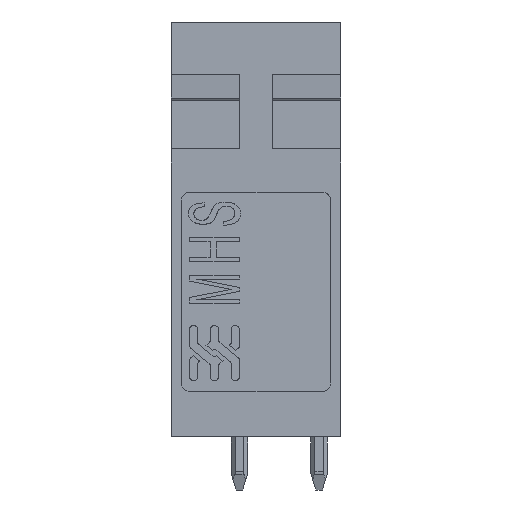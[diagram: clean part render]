
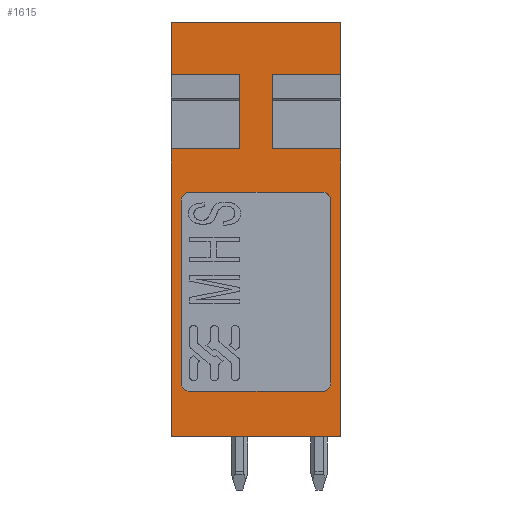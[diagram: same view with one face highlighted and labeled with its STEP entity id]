
A CAD part, left-side view. The second image highlights one B-rep face of the part: STEP entity #1615.
In plain terms, the highlighted planar face has unit normal (-1, 0, 0).
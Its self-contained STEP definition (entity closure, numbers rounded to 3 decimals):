
#1482=AXIS2_PLACEMENT_3D('Plane Axis2P3D',#1479,#1480,#1481) ;
#40=CARTESIAN_POINT('Vertex',(0.,0.,28.2)) ;
#56=CARTESIAN_POINT('Vertex',(0.,10.2,28.2)) ;
#59=CARTESIAN_POINT('Line Origine',(0.,5.1,28.2)) ;
#754=CARTESIAN_POINT('Line Origine',(0.,0.,26.625)) ;
#758=CARTESIAN_POINT('Vertex',(0.,0.,25.05)) ;
#793=CARTESIAN_POINT('Vertex',(0.,0.,20.55)) ;
#796=CARTESIAN_POINT('Line Origine',(0.,0.,11.875)) ;
#800=CARTESIAN_POINT('Vertex',(0.,0.,3.2)) ;
#1248=CARTESIAN_POINT('Vertex',(0.,10.2,3.2)) ;
#1251=CARTESIAN_POINT('Line Origine',(0.,10.2,11.875)) ;
#1255=CARTESIAN_POINT('Vertex',(0.,10.2,20.55)) ;
#1290=CARTESIAN_POINT('Vertex',(0.,10.2,25.05)) ;
#1293=CARTESIAN_POINT('Line Origine',(0.,10.2,26.625)) ;
#1479=CARTESIAN_POINT('Axis2P3D Location',(0.,5.1,28.2)) ;
#1484=CARTESIAN_POINT('Line Origine',(0.,5.1,25.05)) ;
#1488=CARTESIAN_POINT('Vertex',(0.,6.1,25.05)) ;
#1491=CARTESIAN_POINT('Line Origine',(0.,6.1,15.7)) ;
#1495=CARTESIAN_POINT('Vertex',(0.,6.1,20.55)) ;
#1498=CARTESIAN_POINT('Line Origine',(0.,5.1,20.55)) ;
#1503=CARTESIAN_POINT('Line Origine',(0.,5.1,3.2)) ;
#1508=CARTESIAN_POINT('Line Origine',(0.,5.1,20.55)) ;
#1512=CARTESIAN_POINT('Vertex',(0.,4.1,20.55)) ;
#1515=CARTESIAN_POINT('Line Origine',(0.,4.1,15.7)) ;
#1519=CARTESIAN_POINT('Vertex',(0.,4.1,25.05)) ;
#1522=CARTESIAN_POINT('Line Origine',(0.,5.1,25.05)) ;
#1542=CARTESIAN_POINT('Control Point',(0.,9.1,5.95)) ;
#1543=CARTESIAN_POINT('Control Point',(0.,9.296,5.95)) ;
#1544=CARTESIAN_POINT('Control Point',(0.,9.495,6.055)) ;
#1545=CARTESIAN_POINT('Control Point',(0.,9.6,6.254)) ;
#1546=CARTESIAN_POINT('Control Point',(0.,9.6,6.45)) ;
#1547=CARTESIAN_POINT('Vertex',(0.,9.1,5.95)) ;
#1549=CARTESIAN_POINT('Vertex',(0.,9.6,6.45)) ;
#1552=CARTESIAN_POINT('Line Origine',(0.,9.6,15.7)) ;
#1556=CARTESIAN_POINT('Vertex',(0.,9.6,17.45)) ;
#1560=CARTESIAN_POINT('Control Point',(0.,9.6,17.45)) ;
#1561=CARTESIAN_POINT('Control Point',(0.,9.6,17.646)) ;
#1562=CARTESIAN_POINT('Control Point',(0.,9.495,17.845)) ;
#1563=CARTESIAN_POINT('Control Point',(0.,9.296,17.95)) ;
#1564=CARTESIAN_POINT('Control Point',(0.,9.1,17.95)) ;
#1565=CARTESIAN_POINT('Vertex',(0.,9.1,17.95)) ;
#1568=CARTESIAN_POINT('Line Origine',(0.,5.1,17.95)) ;
#1572=CARTESIAN_POINT('Vertex',(0.,1.1,17.95)) ;
#1576=CARTESIAN_POINT('Control Point',(0.,1.1,17.95)) ;
#1577=CARTESIAN_POINT('Control Point',(0.,0.904,17.95)) ;
#1578=CARTESIAN_POINT('Control Point',(0.,0.705,17.845)) ;
#1579=CARTESIAN_POINT('Control Point',(0.,0.6,17.646)) ;
#1580=CARTESIAN_POINT('Control Point',(0.,0.6,17.45)) ;
#1581=CARTESIAN_POINT('Vertex',(0.,0.6,17.45)) ;
#1584=CARTESIAN_POINT('Line Origine',(0.,0.6,15.7)) ;
#1588=CARTESIAN_POINT('Vertex',(0.,0.6,6.45)) ;
#1592=CARTESIAN_POINT('Control Point',(0.,0.6,6.45)) ;
#1593=CARTESIAN_POINT('Control Point',(0.,0.6,6.254)) ;
#1594=CARTESIAN_POINT('Control Point',(0.,0.705,6.055)) ;
#1595=CARTESIAN_POINT('Control Point',(0.,0.904,5.95)) ;
#1596=CARTESIAN_POINT('Control Point',(0.,1.1,5.95)) ;
#1597=CARTESIAN_POINT('Vertex',(0.,1.1,5.95)) ;
#1600=CARTESIAN_POINT('Line Origine',(0.,5.1,5.95)) ;
#60=DIRECTION('Vector Direction',(0.,-1.,0.)) ;
#755=DIRECTION('Vector Direction',(0.,0.,1.)) ;
#797=DIRECTION('Vector Direction',(0.,0.,1.)) ;
#1252=DIRECTION('Vector Direction',(0.,0.,-1.)) ;
#1294=DIRECTION('Vector Direction',(0.,0.,-1.)) ;
#1480=DIRECTION('Axis2P3D Direction',(1.,-0.,0.)) ;
#1481=DIRECTION('Axis2P3D XDirection',(0.,0.,-1.)) ;
#1485=DIRECTION('Vector Direction',(0.,1.,0.)) ;
#1492=DIRECTION('Vector Direction',(0.,0.,-1.)) ;
#1499=DIRECTION('Vector Direction',(0.,1.,0.)) ;
#1504=DIRECTION('Vector Direction',(0.,1.,0.)) ;
#1509=DIRECTION('Vector Direction',(0.,1.,0.)) ;
#1516=DIRECTION('Vector Direction',(0.,0.,-1.)) ;
#1523=DIRECTION('Vector Direction',(0.,1.,0.)) ;
#1553=DIRECTION('Vector Direction',(0.,0.,-1.)) ;
#1569=DIRECTION('Vector Direction',(0.,1.,0.)) ;
#1585=DIRECTION('Vector Direction',(0.,0.,-1.)) ;
#1601=DIRECTION('Vector Direction',(0.,1.,0.)) ;
#61=VECTOR('Line Direction',#60,1.) ;
#756=VECTOR('Line Direction',#755,1.) ;
#798=VECTOR('Line Direction',#797,1.) ;
#1253=VECTOR('Line Direction',#1252,1.) ;
#1295=VECTOR('Line Direction',#1294,1.) ;
#1486=VECTOR('Line Direction',#1485,1.) ;
#1493=VECTOR('Line Direction',#1492,1.) ;
#1500=VECTOR('Line Direction',#1499,1.) ;
#1505=VECTOR('Line Direction',#1504,1.) ;
#1510=VECTOR('Line Direction',#1509,1.) ;
#1517=VECTOR('Line Direction',#1516,1.) ;
#1524=VECTOR('Line Direction',#1523,1.) ;
#1554=VECTOR('Line Direction',#1553,1.) ;
#1570=VECTOR('Line Direction',#1569,1.) ;
#1586=VECTOR('Line Direction',#1585,1.) ;
#1602=VECTOR('Line Direction',#1601,1.) ;
#1528=ORIENTED_EDGE('',*,*,#1490,.F.) ;
#1529=ORIENTED_EDGE('',*,*,#1497,.F.) ;
#1530=ORIENTED_EDGE('',*,*,#1502,.T.) ;
#1531=ORIENTED_EDGE('',*,*,#1257,.T.) ;
#1532=ORIENTED_EDGE('',*,*,#1507,.F.) ;
#1533=ORIENTED_EDGE('',*,*,#802,.T.) ;
#1534=ORIENTED_EDGE('',*,*,#1514,.F.) ;
#1535=ORIENTED_EDGE('',*,*,#1521,.T.) ;
#1536=ORIENTED_EDGE('',*,*,#1526,.T.) ;
#1537=ORIENTED_EDGE('',*,*,#760,.T.) ;
#1538=ORIENTED_EDGE('',*,*,#63,.F.) ;
#1539=ORIENTED_EDGE('',*,*,#1297,.T.) ;
#1606=ORIENTED_EDGE('',*,*,#1551,.T.) ;
#1607=ORIENTED_EDGE('',*,*,#1558,.T.) ;
#1608=ORIENTED_EDGE('',*,*,#1567,.T.) ;
#1609=ORIENTED_EDGE('',*,*,#1574,.T.) ;
#1610=ORIENTED_EDGE('',*,*,#1583,.T.) ;
#1611=ORIENTED_EDGE('',*,*,#1590,.T.) ;
#1612=ORIENTED_EDGE('',*,*,#1599,.T.) ;
#1613=ORIENTED_EDGE('',*,*,#1604,.T.) ;
#1614=FACE_BOUND('',#1605,.T.) ;
#1615=ADVANCED_FACE('model',(#1540,#1614),#1483,.F.) ;
#1541=B_SPLINE_CURVE_WITH_KNOTS('',4,(#1542,#1543,#1544,#1545,#1546),.UNSPECIFIED.,.F.,.U.,(5,5),(0.,0.785),.UNSPECIFIED.) ;
#1559=B_SPLINE_CURVE_WITH_KNOTS('',4,(#1560,#1561,#1562,#1563,#1564),.UNSPECIFIED.,.F.,.U.,(5,5),(0.785,1.571),.UNSPECIFIED.) ;
#1575=B_SPLINE_CURVE_WITH_KNOTS('',4,(#1576,#1577,#1578,#1579,#1580),.UNSPECIFIED.,.F.,.U.,(5,5),(1.571,2.356),.UNSPECIFIED.) ;
#1591=B_SPLINE_CURVE_WITH_KNOTS('',4,(#1592,#1593,#1594,#1595,#1596),.UNSPECIFIED.,.F.,.U.,(5,5),(2.356,3.142),.UNSPECIFIED.) ;
#63=EDGE_CURVE('',#57,#41,#62,.T.) ;
#760=EDGE_CURVE('',#759,#41,#757,.T.) ;
#802=EDGE_CURVE('',#801,#794,#799,.T.) ;
#1257=EDGE_CURVE('',#1256,#1249,#1254,.T.) ;
#1297=EDGE_CURVE('',#57,#1291,#1296,.T.) ;
#1490=EDGE_CURVE('',#1489,#1291,#1487,.T.) ;
#1497=EDGE_CURVE('',#1496,#1489,#1494,.F.) ;
#1502=EDGE_CURVE('',#1496,#1256,#1501,.T.) ;
#1507=EDGE_CURVE('',#801,#1249,#1506,.T.) ;
#1514=EDGE_CURVE('',#1513,#794,#1511,.F.) ;
#1521=EDGE_CURVE('',#1513,#1520,#1518,.F.) ;
#1526=EDGE_CURVE('',#1520,#759,#1525,.F.) ;
#1551=EDGE_CURVE('',#1548,#1550,#1541,.T.) ;
#1558=EDGE_CURVE('',#1550,#1557,#1555,.F.) ;
#1567=EDGE_CURVE('',#1557,#1566,#1559,.T.) ;
#1574=EDGE_CURVE('',#1566,#1573,#1571,.F.) ;
#1583=EDGE_CURVE('',#1573,#1582,#1575,.T.) ;
#1590=EDGE_CURVE('',#1582,#1589,#1587,.T.) ;
#1599=EDGE_CURVE('',#1589,#1598,#1591,.T.) ;
#1604=EDGE_CURVE('',#1598,#1548,#1603,.T.) ;
#1527=EDGE_LOOP('',(#1528,#1529,#1530,#1531,#1532,#1533,#1534,#1535,#1536,#1537,#1538,#1539)) ;
#1605=EDGE_LOOP('',(#1606,#1607,#1608,#1609,#1610,#1611,#1612,#1613)) ;
#1540=FACE_OUTER_BOUND('',#1527,.T.) ;
#62=LINE('Line',#59,#61) ;
#757=LINE('Line',#754,#756) ;
#799=LINE('Line',#796,#798) ;
#1254=LINE('Line',#1251,#1253) ;
#1296=LINE('Line',#1293,#1295) ;
#1487=LINE('Line',#1484,#1486) ;
#1494=LINE('Line',#1491,#1493) ;
#1501=LINE('Line',#1498,#1500) ;
#1506=LINE('Line',#1503,#1505) ;
#1511=LINE('Line',#1508,#1510) ;
#1518=LINE('Line',#1515,#1517) ;
#1525=LINE('Line',#1522,#1524) ;
#1555=LINE('Line',#1552,#1554) ;
#1571=LINE('Line',#1568,#1570) ;
#1587=LINE('Line',#1584,#1586) ;
#1603=LINE('Line',#1600,#1602) ;
#1483=PLANE('',#1482) ;
#41=VERTEX_POINT('',#40) ;
#57=VERTEX_POINT('',#56) ;
#759=VERTEX_POINT('',#758) ;
#794=VERTEX_POINT('',#793) ;
#801=VERTEX_POINT('',#800) ;
#1249=VERTEX_POINT('',#1248) ;
#1256=VERTEX_POINT('',#1255) ;
#1291=VERTEX_POINT('',#1290) ;
#1489=VERTEX_POINT('',#1488) ;
#1496=VERTEX_POINT('',#1495) ;
#1513=VERTEX_POINT('',#1512) ;
#1520=VERTEX_POINT('',#1519) ;
#1548=VERTEX_POINT('',#1547) ;
#1550=VERTEX_POINT('',#1549) ;
#1557=VERTEX_POINT('',#1556) ;
#1566=VERTEX_POINT('',#1565) ;
#1573=VERTEX_POINT('',#1572) ;
#1582=VERTEX_POINT('',#1581) ;
#1589=VERTEX_POINT('',#1588) ;
#1598=VERTEX_POINT('',#1597) ;
